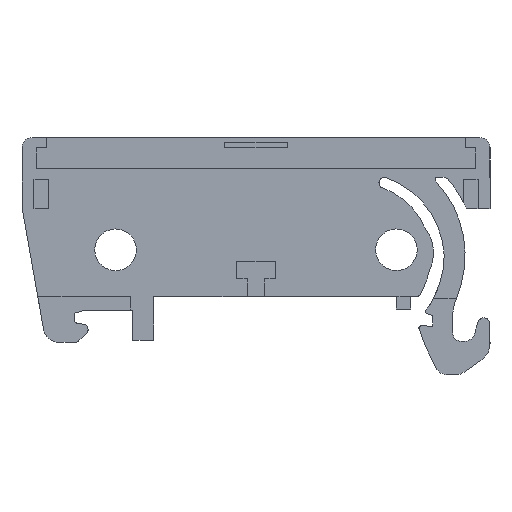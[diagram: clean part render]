
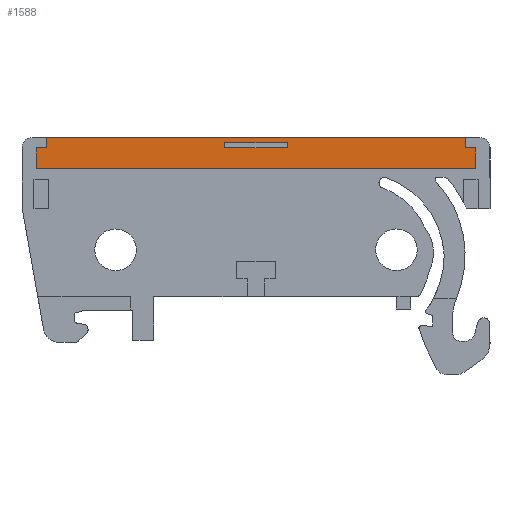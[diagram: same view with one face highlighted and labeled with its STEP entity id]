
A CAD part, left-side view. The second image highlights one B-rep face of the part: STEP entity #1588.
In plain terms, the highlighted planar face has unit normal (-1, 0, 0).
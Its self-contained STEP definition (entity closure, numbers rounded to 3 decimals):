
#1565=AXIS2_PLACEMENT_3D('Plane Axis2P3D',#1562,#1563,#1564) ;
#213=CARTESIAN_POINT('Vertex',(6.6,1.35,21.8)) ;
#216=CARTESIAN_POINT('Line Origine',(6.6,1.35,20.8)) ;
#220=CARTESIAN_POINT('Vertex',(6.6,1.35,19.8)) ;
#252=CARTESIAN_POINT('Vertex',(6.6,2.35,21.8)) ;
#255=CARTESIAN_POINT('Line Origine',(6.6,1.85,21.8)) ;
#284=CARTESIAN_POINT('Vertex',(6.6,2.35,22.8)) ;
#287=CARTESIAN_POINT('Line Origine',(6.6,2.35,22.3)) ;
#785=CARTESIAN_POINT('Vertex',(6.6,42.65,21.8)) ;
#788=CARTESIAN_POINT('Line Origine',(6.6,42.65,22.3)) ;
#792=CARTESIAN_POINT('Vertex',(6.6,42.65,22.8)) ;
#826=CARTESIAN_POINT('Vertex',(6.6,43.65,21.8)) ;
#829=CARTESIAN_POINT('Line Origine',(6.6,43.15,21.8)) ;
#853=CARTESIAN_POINT('Vertex',(6.6,43.65,19.8)) ;
#856=CARTESIAN_POINT('Line Origine',(6.6,43.65,20.8)) ;
#884=CARTESIAN_POINT('Line Origine',(6.6,22.5,19.8)) ;
#1437=CARTESIAN_POINT('Vertex',(6.6,25.5,22.3)) ;
#1451=CARTESIAN_POINT('Vertex',(6.6,19.5,22.3)) ;
#1454=CARTESIAN_POINT('Line Origine',(6.6,22.5,22.3)) ;
#1483=CARTESIAN_POINT('Vertex',(6.6,19.5,21.8)) ;
#1486=CARTESIAN_POINT('Line Origine',(6.6,19.5,22.05)) ;
#1533=CARTESIAN_POINT('Vertex',(6.6,25.5,21.8)) ;
#1536=CARTESIAN_POINT('Line Origine',(6.6,25.5,22.05)) ;
#1549=CARTESIAN_POINT('Line Origine',(6.6,22.5,21.8)) ;
#1562=CARTESIAN_POINT('Axis2P3D Location',(6.6,22.5,22.8)) ;
#1567=CARTESIAN_POINT('Line Origine',(6.6,22.5,22.8)) ;
#217=DIRECTION('Vector Direction',(0.,0.,-1.)) ;
#256=DIRECTION('Vector Direction',(0.,1.,0.)) ;
#288=DIRECTION('Vector Direction',(0.,0.,-1.)) ;
#789=DIRECTION('Vector Direction',(0.,0.,1.)) ;
#830=DIRECTION('Vector Direction',(0.,1.,0.)) ;
#857=DIRECTION('Vector Direction',(0.,0.,1.)) ;
#885=DIRECTION('Vector Direction',(0.,-1.,0.)) ;
#1455=DIRECTION('Vector Direction',(0.,1.,0.)) ;
#1487=DIRECTION('Vector Direction',(0.,0.,-1.)) ;
#1537=DIRECTION('Vector Direction',(0.,0.,1.)) ;
#1550=DIRECTION('Vector Direction',(0.,-1.,0.)) ;
#1563=DIRECTION('Axis2P3D Direction',(1.,0.,0.)) ;
#1564=DIRECTION('Axis2P3D XDirection',(0.,1.,0.)) ;
#1568=DIRECTION('Vector Direction',(0.,1.,0.)) ;
#218=VECTOR('Line Direction',#217,1.) ;
#257=VECTOR('Line Direction',#256,1.) ;
#289=VECTOR('Line Direction',#288,1.) ;
#790=VECTOR('Line Direction',#789,1.) ;
#831=VECTOR('Line Direction',#830,1.) ;
#858=VECTOR('Line Direction',#857,1.) ;
#886=VECTOR('Line Direction',#885,1.) ;
#1456=VECTOR('Line Direction',#1455,1.) ;
#1488=VECTOR('Line Direction',#1487,1.) ;
#1538=VECTOR('Line Direction',#1537,1.) ;
#1551=VECTOR('Line Direction',#1550,1.) ;
#1569=VECTOR('Line Direction',#1568,1.) ;
#1573=ORIENTED_EDGE('',*,*,#259,.F.) ;
#1574=ORIENTED_EDGE('',*,*,#291,.F.) ;
#1575=ORIENTED_EDGE('',*,*,#1571,.T.) ;
#1576=ORIENTED_EDGE('',*,*,#794,.F.) ;
#1577=ORIENTED_EDGE('',*,*,#833,.F.) ;
#1578=ORIENTED_EDGE('',*,*,#860,.F.) ;
#1579=ORIENTED_EDGE('',*,*,#888,.F.) ;
#1580=ORIENTED_EDGE('',*,*,#222,.F.) ;
#1583=ORIENTED_EDGE('',*,*,#1540,.T.) ;
#1584=ORIENTED_EDGE('',*,*,#1458,.T.) ;
#1585=ORIENTED_EDGE('',*,*,#1490,.T.) ;
#1586=ORIENTED_EDGE('',*,*,#1553,.T.) ;
#1587=FACE_BOUND('',#1582,.T.) ;
#1588=ADVANCED_FACE('ABSCHLUSSPLATTE',(#1581,#1587),#1566,.F.) ;
#222=EDGE_CURVE('',#214,#221,#219,.T.) ;
#259=EDGE_CURVE('',#253,#214,#258,.F.) ;
#291=EDGE_CURVE('',#285,#253,#290,.T.) ;
#794=EDGE_CURVE('',#786,#793,#791,.T.) ;
#833=EDGE_CURVE('',#827,#786,#832,.F.) ;
#860=EDGE_CURVE('',#854,#827,#859,.T.) ;
#888=EDGE_CURVE('',#221,#854,#887,.F.) ;
#1458=EDGE_CURVE('',#1438,#1452,#1457,.F.) ;
#1490=EDGE_CURVE('',#1452,#1484,#1489,.T.) ;
#1540=EDGE_CURVE('',#1534,#1438,#1539,.T.) ;
#1553=EDGE_CURVE('',#1484,#1534,#1552,.F.) ;
#1571=EDGE_CURVE('',#285,#793,#1570,.T.) ;
#1572=EDGE_LOOP('',(#1573,#1574,#1575,#1576,#1577,#1578,#1579,#1580)) ;
#1582=EDGE_LOOP('',(#1583,#1584,#1585,#1586)) ;
#1581=FACE_OUTER_BOUND('',#1572,.T.) ;
#219=LINE('Line',#216,#218) ;
#258=LINE('Line',#255,#257) ;
#290=LINE('Line',#287,#289) ;
#791=LINE('Line',#788,#790) ;
#832=LINE('Line',#829,#831) ;
#859=LINE('Line',#856,#858) ;
#887=LINE('Line',#884,#886) ;
#1457=LINE('Line',#1454,#1456) ;
#1489=LINE('Line',#1486,#1488) ;
#1539=LINE('Line',#1536,#1538) ;
#1552=LINE('Line',#1549,#1551) ;
#1570=LINE('Line',#1567,#1569) ;
#1566=PLANE('',#1565) ;
#214=VERTEX_POINT('',#213) ;
#221=VERTEX_POINT('',#220) ;
#253=VERTEX_POINT('',#252) ;
#285=VERTEX_POINT('',#284) ;
#786=VERTEX_POINT('',#785) ;
#793=VERTEX_POINT('',#792) ;
#827=VERTEX_POINT('',#826) ;
#854=VERTEX_POINT('',#853) ;
#1438=VERTEX_POINT('',#1437) ;
#1452=VERTEX_POINT('',#1451) ;
#1484=VERTEX_POINT('',#1483) ;
#1534=VERTEX_POINT('',#1533) ;
